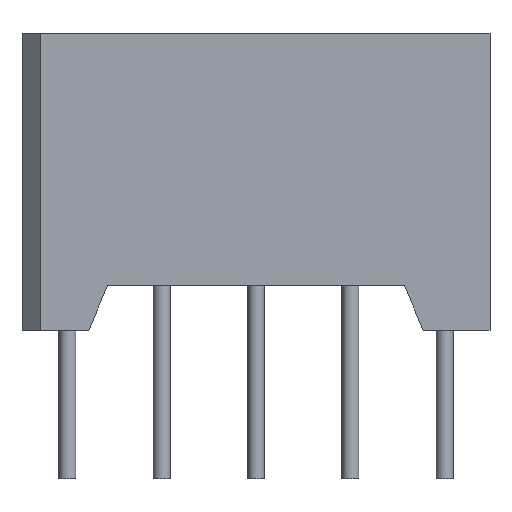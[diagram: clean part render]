
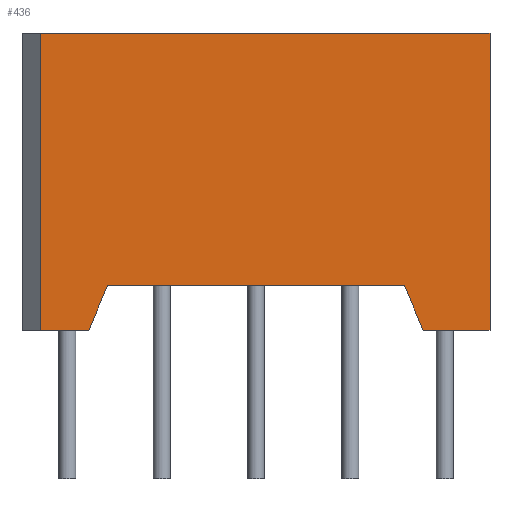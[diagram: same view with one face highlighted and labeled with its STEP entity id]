
A CAD part, front view. The second image highlights one B-rep face of the part: STEP entity #436.
In plain terms, the highlighted planar face has unit normal (0, -1, 0).
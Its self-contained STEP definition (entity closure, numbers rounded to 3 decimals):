
#23 = CARTESIAN_POINT ( 'NONE',  ( 2142.952, 290.95, -1.2 ) ) ;
#24 = CARTESIAN_POINT ( 'NONE',  ( 2144.252, 290.95, -1.2 ) ) ;
#25 = CARTESIAN_POINT ( 'NONE',  ( 2144.752, 290.95, 0. ) ) ;
#26 = CARTESIAN_POINT ( 'NONE',  ( 2152.752, 290.95, 0. ) ) ;
#27 = CARTESIAN_POINT ( 'NONE',  ( 2153.252, 290.95, -1.2 ) ) ;
#30 = CARTESIAN_POINT ( 'NONE',  ( 2155.052, 290.95, 6.8 ) ) ;
#31 = CARTESIAN_POINT ( 'NONE',  ( 2155.052, 290.95, -1.2 ) ) ;
#35 = CARTESIAN_POINT ( 'NONE',  ( 2142.952, 290.95, 6.8 ) ) ;
#342 = LINE ( 'NONE', #343, #980 ) ;
#343 = CARTESIAN_POINT ( 'NONE',  ( 2149.002, 290.95, 6.8 ) ) ;
#344 = DIRECTION ( 'NONE',  ( -1., 0., 0. ) ) ;
#345 = LINE ( 'NONE', #346, #981 ) ;
#346 = CARTESIAN_POINT ( 'NONE',  ( 2149.002, 290.95, -1.2 ) ) ;
#347 = DIRECTION ( 'NONE',  ( 1., 0., 0. ) ) ;
#348 = LINE ( 'NONE', #349, #982 ) ;
#349 = CARTESIAN_POINT ( 'NONE',  ( 2142.952, 290.95, 2.8 ) ) ;
#350 = DIRECTION ( 'NONE',  ( 0., 0., -1. ) ) ;
#360 = LINE ( 'NONE', #361, #986 ) ;
#361 = CARTESIAN_POINT ( 'NONE',  ( 2155.052, 290.95, 2.8 ) ) ;
#362 = DIRECTION ( 'NONE',  ( 0., 0., -1. ) ) ;
#436 = ADVANCED_FACE ( 'NONE', ( #3816 ), #560, .T. ) ;
#557 = DIRECTION ( 'NONE',  ( -1., 0., 0. ) ) ;
#558 = DIRECTION ( 'NONE',  ( 0., -1., 0. ) ) ;
#559 = CARTESIAN_POINT ( 'NONE',  ( 2155.052, 290.95, 6.8 ) ) ;
#560 = PLANE ( 'NONE',  #3634 ) ;
#980 = VECTOR ( 'NONE', #344, 1000. ) ;
#981 = VECTOR ( 'NONE', #347, 1000. ) ;
#982 = VECTOR ( 'NONE', #350, 1000. ) ;
#986 = VECTOR ( 'NONE', #362, 1000. ) ;
#1699 = LINE ( 'NONE', #1700, #3647 ) ;
#1700 = CARTESIAN_POINT ( 'NONE',  ( 2149.002, 290.95, -1.2 ) ) ;
#1701 = DIRECTION ( 'NONE',  ( 1., 0., 0. ) ) ;
#1711 = LINE ( 'NONE', #1712, #3652 ) ;
#1712 = CARTESIAN_POINT ( 'NONE',  ( 2148.752, 290.95, 0. ) ) ;
#1713 = DIRECTION ( 'NONE',  ( -1., 0., 0. ) ) ;
#1714 = LINE ( 'NONE', #1715, #3653 ) ;
#1715 = CARTESIAN_POINT ( 'NONE',  ( 2144.252, 290.95, -1.2 ) ) ;
#1716 = DIRECTION ( 'NONE',  ( 0.385, 0., 0.923 ) ) ;
#1726 = LINE ( 'NONE', #1727, #3657 ) ;
#1727 = CARTESIAN_POINT ( 'NONE',  ( 2153.002, 290.95, -0.6 ) ) ;
#1728 = DIRECTION ( 'NONE',  ( -0.385, 0., 0.923 ) ) ;
#2405 = EDGE_CURVE ( 'NONE', #3074, #3075, #1699, .T. ) ;
#2409 = EDGE_CURVE ( 'NONE', #3077, #3076, #1711, .T. ) ;
#2410 = EDGE_CURVE ( 'NONE', #3075, #3076, #1714, .T. ) ;
#2414 = EDGE_CURVE ( 'NONE', #3078, #3077, #1726, .T. ) ;
#3074 = VERTEX_POINT ( 'NONE', #23 ) ;
#3075 = VERTEX_POINT ( 'NONE', #24 ) ;
#3076 = VERTEX_POINT ( 'NONE', #25 ) ;
#3077 = VERTEX_POINT ( 'NONE', #26 ) ;
#3078 = VERTEX_POINT ( 'NONE', #27 ) ;
#3081 = VERTEX_POINT ( 'NONE', #30 ) ;
#3082 = VERTEX_POINT ( 'NONE', #31 ) ;
#3086 = VERTEX_POINT ( 'NONE', #35 ) ;
#3343 = ORIENTED_EDGE ( 'NONE', *, *, #3843, .T. ) ;
#3345 = ORIENTED_EDGE ( 'NONE', *, *, #3849, .F. ) ;
#3351 = ORIENTED_EDGE ( 'NONE', *, *, #3844, .T. ) ;
#3352 = ORIENTED_EDGE ( 'NONE', *, *, #2414, .F. ) ;
#3353 = ORIENTED_EDGE ( 'NONE', *, *, #2405, .T. ) ;
#3354 = ORIENTED_EDGE ( 'NONE', *, *, #2409, .F. ) ;
#3355 = ORIENTED_EDGE ( 'NONE', *, *, #2410, .T. ) ;
#3356 = ORIENTED_EDGE ( 'NONE', *, *, #3845, .T. ) ;
#3427 = EDGE_LOOP ( 'NONE', ( #3356, #3353, #3355, #3354, #3352, #3351, #3345, #3343 ) ) ;
#3634 = AXIS2_PLACEMENT_3D ( 'NONE', #559, #558, #557 ) ;
#3647 = VECTOR ( 'NONE', #1701, 1000. ) ;
#3652 = VECTOR ( 'NONE', #1713, 1000. ) ;
#3653 = VECTOR ( 'NONE', #1716, 1000. ) ;
#3657 = VECTOR ( 'NONE', #1728, 1000. ) ;
#3816 = FACE_OUTER_BOUND ( 'NONE', #3427, .T. ) ;
#3843 = EDGE_CURVE ( 'NONE', #3081, #3086, #342, .T. ) ;
#3844 = EDGE_CURVE ( 'NONE', #3078, #3082, #345, .T. ) ;
#3845 = EDGE_CURVE ( 'NONE', #3086, #3074, #348, .T. ) ;
#3849 = EDGE_CURVE ( 'NONE', #3081, #3082, #360, .T. ) ;
